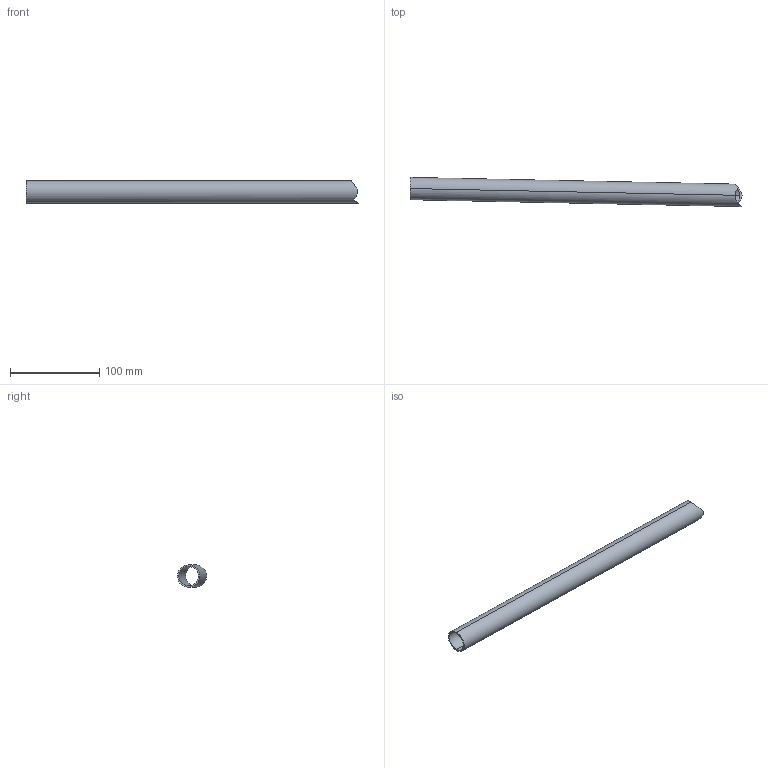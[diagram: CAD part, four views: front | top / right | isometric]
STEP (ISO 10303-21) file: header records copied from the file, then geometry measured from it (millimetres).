
FILE_DESCRIPTION(('STEP AP214'),'1');
FILE_NAME('10.stp','2019-12-01T17:41:19',(' '),(' '),'Spatial InterOp 3D',' ',' ');
FILE_SCHEMA(('AUTOMOTIVE_DESIGN { 1 0 10303 214 1 1 1 1 }'));
Length unit declared in the file: metre
Products named in the file (1): PartBody/Trim.1
Bounding box: 372.22 x 32.67 x 25 mm (x, y, z)
Volume: 40699.9 mm3; surface area: 54532.1 mm2
Topology: 1 solids, 1 shells, 9 faces, 26 edges, 18 vertices
Faces by surface type: cylinder 8, plane 1
Entity records: 938 total; most frequent: CARTESIAN_POINT 516, ORIENTED_EDGE 52, DIRECTION 38, STYLED_ITEM 30, PRESENTATION_STYLE_ASSIGNMENT 30, COLOUR_RGB 30, EDGE_CURVE 26, CURVE_STYLE 20
